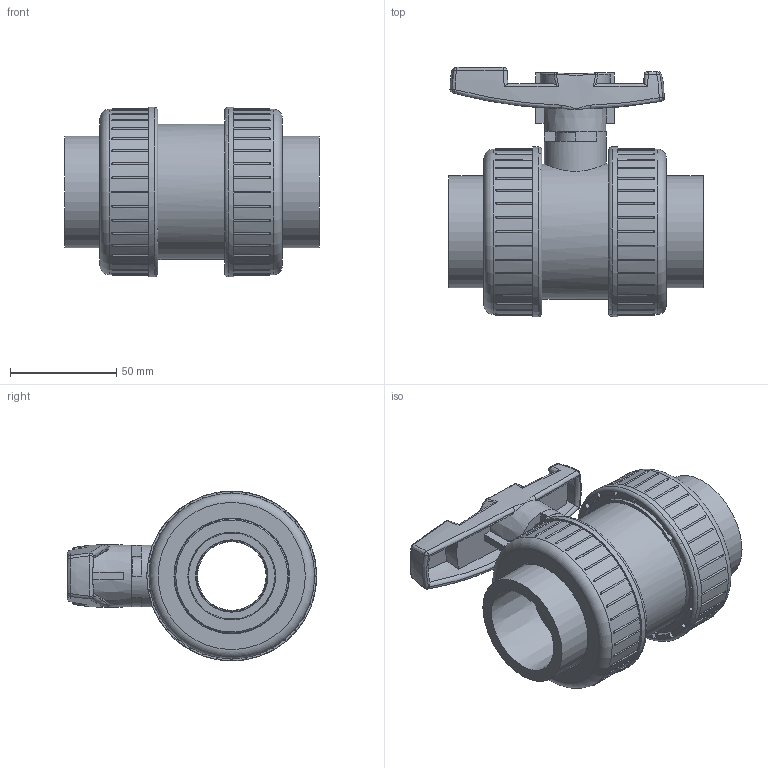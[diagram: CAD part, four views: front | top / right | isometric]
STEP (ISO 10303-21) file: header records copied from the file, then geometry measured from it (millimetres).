
FILE_DESCRIPTION(/* description */ (''),/* implementation_level */ '2;1');
FILE_NAME(/* name */ '40双由令球阀(灰）.stp',/* time_stamp */ '2023-08-05T13:26:51+08:00',/* author */ (''),/* organization */ (''),/* preprocessor_version */ 'ST-DEVELOPER v16',/* originating_system */ 'SIEMENS PLM Software NX 10.0',/* authorisation */ '');
FILE_SCHEMA (('AUTOMOTIVE_DESIGN { 1 0 10303 214 3 1 1 1 }'));
Length unit declared in the file: millimetre
Products named in the file (1): gelv05102A4Cw5h0
Bounding box: 119.48 x 117.02 x 79.71 mm (x, y, z)
Volume: 318417.3 mm3; surface area: 145145.7 mm2
Topology: 16 solids, 16 shells, 769 faces, 2197 edges, 1401 vertices
Faces by surface type: plane 351, cylinder 204, sphere 85, bspline 67, torus 53, cone 9
Full cylindrical faces by diameter (mm): 14.416 x4, 17.808 x3, 18.656 x1, 19.504 x2, 21.2 x1, 28.947 x1, 32.224 x1, 33.072 x2, 33.92 x4, 38.33 x3, 39.008 x1, 39.856 x3, 42.909 x3, 43.248 x1, 47.064 x1, 47.607 x3, 50.371 x3, 52.152 x1, 52.576 x2, 53.763 x2, 54.272 x2, 55.12 x1, 55.968 x2, 56.307 x1, 61.395 x2, 63.6 x8, 72.08 x2, 77.592 x2, 79.712 x2
Entity records: 34714 total; most frequent: CARTESIAN_POINT 16833, ORIENTED_EDGE 3724, DIRECTION 3546, EDGE_CURVE 1862, AXIS2_PLACEMENT_3D 1412, VERTEX_POINT 1265, EDGE_LOOP 921, ADVANCED_FACE 760
